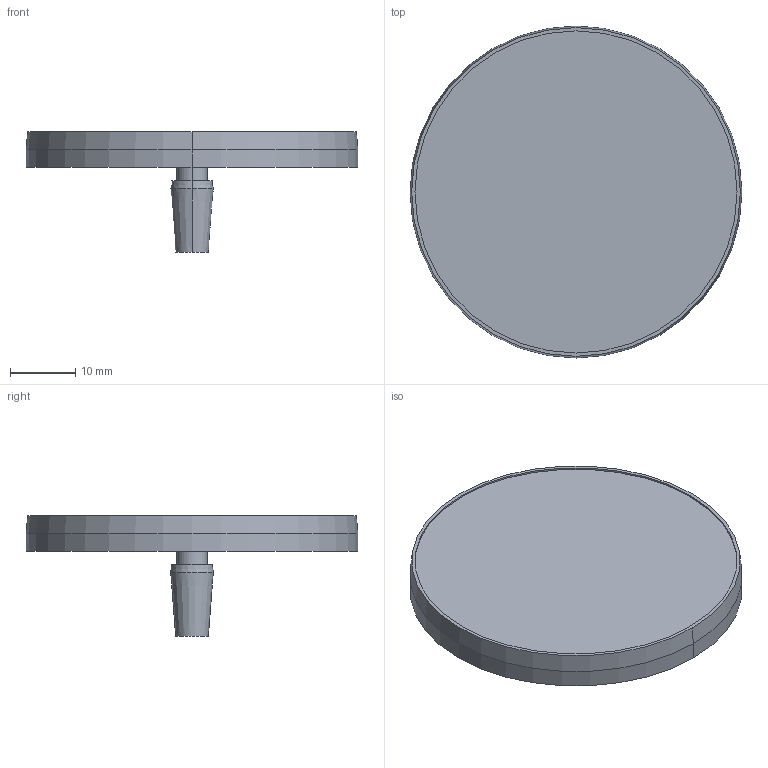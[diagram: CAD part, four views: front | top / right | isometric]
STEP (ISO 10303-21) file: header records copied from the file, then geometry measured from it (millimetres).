
FILE_DESCRIPTION((''),'2;1');
FILE_NAME('158514_SW','2011-10-06T',('banengservice'),('BANNER ENGINEERING'),'PRO/ENGINEER BY PARAMETRIC TECHNOLOGY CORPORATION, 2009141','PRO/ENGINEER BY PARAMETRIC TECHNOLOGY CORPORATION, 2009141','');
FILE_SCHEMA(('CONFIG_CONTROL_DESIGN'));
Length unit declared in the file: inch
Products named in the file (1): 158514_SW
Bounding box: 50.8 x 50.8 x 18.5 mm (x, y, z)
Volume: 10942.1 mm3; surface area: 5191 mm2
Topology: 1 solids, 1 shells, 20 faces, 38 edges, 24 vertices
Faces by surface type: cylinder 8, plane 6, cone 6
Entity records: 554 total; most frequent: DIRECTION 102, CARTESIAN_POINT 82, ORIENTED_EDGE 76, AXIS2_PLACEMENT_3D 44, EDGE_CURVE 38, VERTEX_POINT 24, EDGE_LOOP 24, CIRCLE 24
